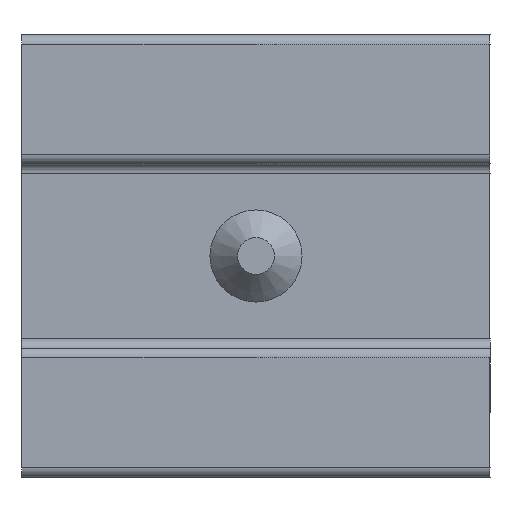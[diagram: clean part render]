
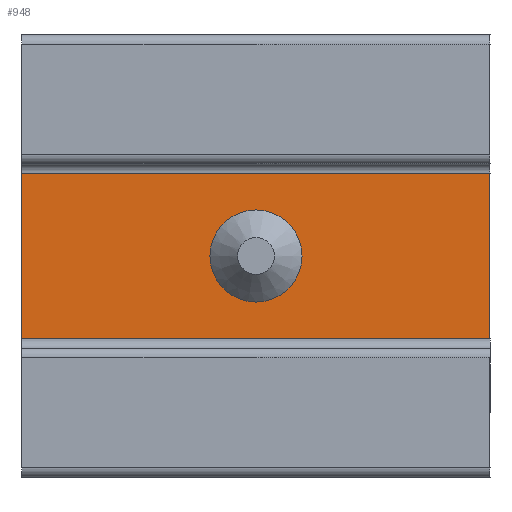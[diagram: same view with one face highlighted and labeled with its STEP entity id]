
A CAD part, front view. The second image highlights one B-rep face of the part: STEP entity #948.
In plain terms, the highlighted planar face has unit normal (0, -1, 0).
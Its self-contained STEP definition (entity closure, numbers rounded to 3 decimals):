
#90=LINE('',#1669,#162);
#116=LINE('',#1843,#188);
#118=LINE('',#1847,#190);
#119=LINE('',#1848,#191);
#162=VECTOR('',#1223,10.);
#188=VECTOR('',#1329,10.);
#190=VECTOR('',#1333,10.);
#191=VECTOR('',#1334,10.);
#213=PLANE('',#1058);
#246=FACE_BOUND('',#357,.T.);
#295=FACE_OUTER_BOUND('',#356,.T.);
#356=EDGE_LOOP('',(#833,#834,#835,#836));
#357=EDGE_LOOP('',(#837));
#369=CIRCLE('',#964,0.25);
#404=VERTEX_POINT('',#1368);
#453=VERTEX_POINT('',#1666);
#454=VERTEX_POINT('',#1668);
#482=VERTEX_POINT('',#1841);
#483=VERTEX_POINT('',#1846);
#487=EDGE_CURVE('',#404,#404,#369,.T.);
#560=EDGE_CURVE('',#453,#454,#90,.T.);
#609=EDGE_CURVE('',#482,#453,#116,.T.);
#611=EDGE_CURVE('',#483,#482,#118,.T.);
#612=EDGE_CURVE('',#454,#483,#119,.T.);
#833=ORIENTED_EDGE('',*,*,#609,.F.);
#834=ORIENTED_EDGE('',*,*,#611,.F.);
#835=ORIENTED_EDGE('',*,*,#612,.F.);
#836=ORIENTED_EDGE('',*,*,#560,.F.);
#837=ORIENTED_EDGE('',*,*,#487,.T.);
#948=ADVANCED_FACE('',(#295,#246),#213,.F.);
#964=AXIS2_PLACEMENT_3D('',#1369,#1079,#1080);
#1058=AXIS2_PLACEMENT_3D('',#1845,#1331,#1332);
#1079=DIRECTION('center_axis',(0.,1.,0.));
#1080=DIRECTION('ref_axis',(-1.,0.,0.));
#1223=DIRECTION('',(0.,0.,-1.));
#1329=DIRECTION('',(1.,0.,0.));
#1331=DIRECTION('center_axis',(0.,1.,0.));
#1332=DIRECTION('ref_axis',(0.,0.,1.));
#1333=DIRECTION('',(0.,0.,1.));
#1334=DIRECTION('',(-1.,0.,0.));
#1368=CARTESIAN_POINT('',(-1.02,0.5,-1.2));
#1369=CARTESIAN_POINT('Origin',(-1.27,0.5,-1.2));
#1666=CARTESIAN_POINT('',(0.,0.5,-0.75));
#1668=CARTESIAN_POINT('',(0.,0.5,-1.65));
#1669=CARTESIAN_POINT('',(0.,0.5,-0.6));
#1841=CARTESIAN_POINT('',(-2.54,0.5,-0.75));
#1843=CARTESIAN_POINT('',(-1.905,0.5,-0.75));
#1845=CARTESIAN_POINT('Origin',(-1.27,0.5,-1.2));
#1846=CARTESIAN_POINT('',(-2.54,0.5,-1.65));
#1847=CARTESIAN_POINT('',(-2.54,0.5,-1.8));
#1848=CARTESIAN_POINT('',(-0.635,0.5,-1.65));
